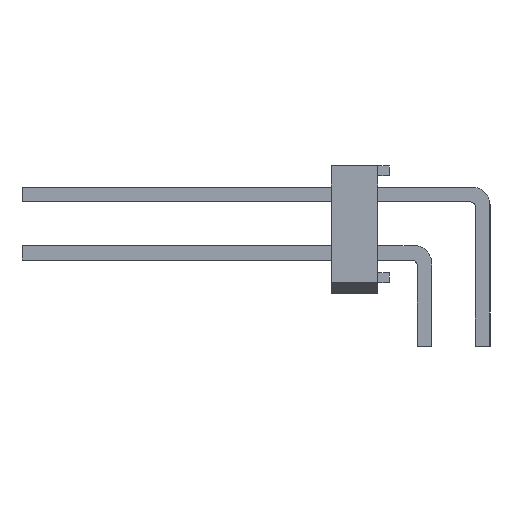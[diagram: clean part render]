
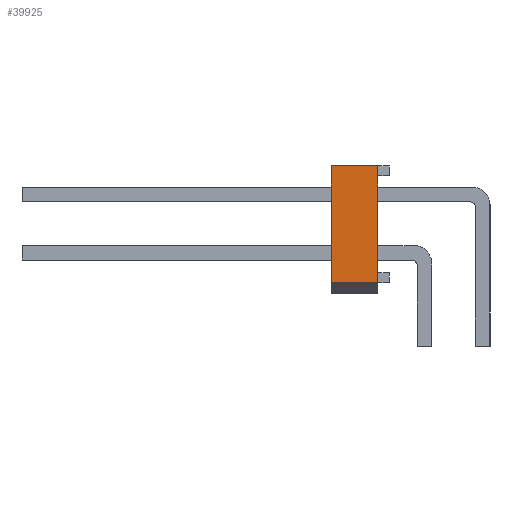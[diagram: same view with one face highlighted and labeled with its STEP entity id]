
A CAD part, left-side view. The second image highlights one B-rep face of the part: STEP entity #39925.
In plain terms, the highlighted face is planar.
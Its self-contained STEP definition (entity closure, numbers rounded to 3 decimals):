
#21482 = VERTEX_POINT('',#21483);
#21483 = CARTESIAN_POINT('',(39.37,2.54,-2.54));
#21489 = EDGE_CURVE('',#21482,#21490,#21492,.T.);
#21490 = VERTEX_POINT('',#21491);
#21491 = CARTESIAN_POINT('',(39.37,0.508,-2.54));
#21492 = LINE('',#21493,#21494);
#21493 = CARTESIAN_POINT('',(39.37,2.54,-2.54));
#21494 = VECTOR('',#21495,1.);
#21495 = DIRECTION('',(0.,-1.,0.));
#39890 = VERTEX_POINT('',#39891);
#39891 = CARTESIAN_POINT('',(39.37,0.508,2.54));
#39899 = EDGE_CURVE('',#39900,#39890,#39902,.T.);
#39900 = VERTEX_POINT('',#39901);
#39901 = CARTESIAN_POINT('',(39.37,2.54,2.54));
#39902 = LINE('',#39903,#39904);
#39903 = CARTESIAN_POINT('',(39.37,2.54,2.54));
#39904 = VECTOR('',#39905,1.);
#39905 = DIRECTION('',(0.,-1.,0.));
#39925 = ADVANCED_FACE('',(#39926),#39942,.F.);
#39926 = FACE_BOUND('',#39927,.T.);
#39927 = EDGE_LOOP('',(#39928,#39934,#39935,#39941));
#39928 = ORIENTED_EDGE('',*,*,#39929,.F.);
#39929 = EDGE_CURVE('',#21490,#39890,#39930,.T.);
#39930 = LINE('',#39931,#39932);
#39931 = CARTESIAN_POINT('',(39.37,0.508,2.54));
#39932 = VECTOR('',#39933,1.);
#39933 = DIRECTION('',(0.,0.,1.));
#39934 = ORIENTED_EDGE('',*,*,#21489,.F.);
#39935 = ORIENTED_EDGE('',*,*,#39936,.F.);
#39936 = EDGE_CURVE('',#39900,#21482,#39937,.T.);
#39937 = LINE('',#39938,#39939);
#39938 = CARTESIAN_POINT('',(39.37,2.54,2.54));
#39939 = VECTOR('',#39940,1.);
#39940 = DIRECTION('',(0.,0.,-1.));
#39941 = ORIENTED_EDGE('',*,*,#39899,.T.);
#39942 = PLANE('',#39943);
#39943 = AXIS2_PLACEMENT_3D('',#39944,#39945,#39946);
#39944 = CARTESIAN_POINT('',(39.37,2.54,2.54));
#39945 = DIRECTION('',(-1.,0.,0.));
#39946 = DIRECTION('',(0.,0.,1.));
